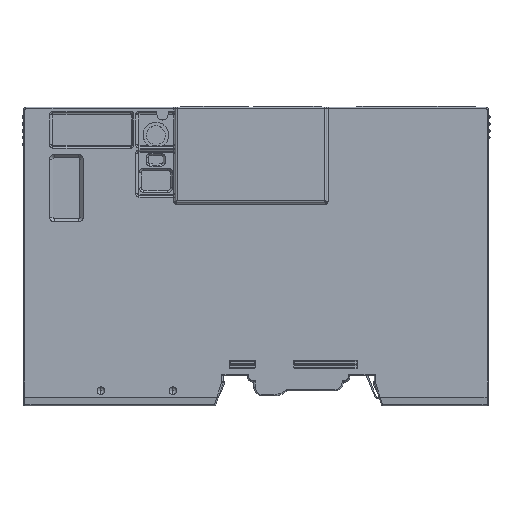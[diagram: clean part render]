
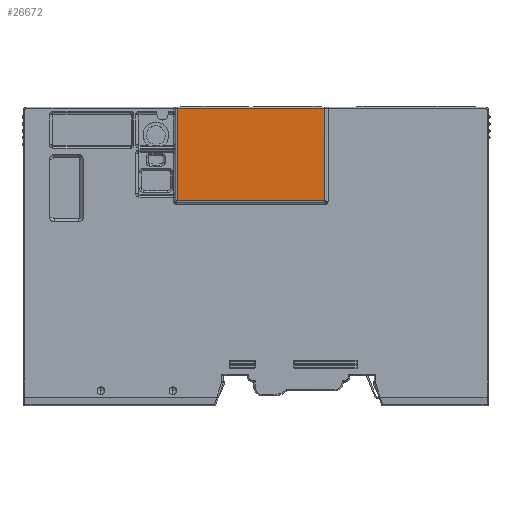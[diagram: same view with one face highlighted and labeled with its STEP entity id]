
A CAD part, top view. The second image highlights one B-rep face of the part: STEP entity #26672.
In plain terms, the highlighted planar face has unit normal (0, 0, 1).
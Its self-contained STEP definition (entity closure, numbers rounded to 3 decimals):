
#8485=DIRECTION('',(0.,1.,0.));
#8486=VECTOR('',#8485,21.65);
#8487=CARTESIAN_POINT('',(16.1,48.05,16.));
#8488=LINE('',#8487,#8486);
#8489=DIRECTION('',(1.,0.,0.));
#8490=VECTOR('',#8489,34.6);
#8491=CARTESIAN_POINT('',(-18.5,48.05,16.));
#8492=LINE('',#8491,#8490);
#8493=DIRECTION('',(0.,-1.,0.));
#8494=VECTOR('',#8493,21.65);
#8495=CARTESIAN_POINT('',(-18.5,69.7,16.));
#8496=LINE('',#8495,#8494);
#8497=DIRECTION('',(-1.,0.,0.));
#8498=VECTOR('',#8497,34.6);
#8499=CARTESIAN_POINT('',(16.1,69.7,16.));
#8500=LINE('',#8499,#8498);
#12055=CARTESIAN_POINT('',(-18.5,69.7,16.));
#12056=VERTEX_POINT('',#12055);
#12057=CARTESIAN_POINT('',(16.1,69.7,16.));
#12059=VERTEX_POINT('',#12057);
#12087=CARTESIAN_POINT('',(16.1,48.05,16.));
#12088=VERTEX_POINT('',#12087);
#12089=CARTESIAN_POINT('',(-18.5,48.05,
16.));
#12090=VERTEX_POINT('',#12089);
#26658=CARTESIAN_POINT('',(0.,0.,16.));
#26659=DIRECTION('',(0.,0.,1.));
#26660=DIRECTION('',(1.,0.,0.));
#26661=AXIS2_PLACEMENT_3D('',#26658,#26659,#26660);
#26662=PLANE('',#26661);
#26664=ORIENTED_EDGE('',*,*,#26663,.F.);
#26665=ORIENTED_EDGE('',*,*,#26649,.F.);
#26667=ORIENTED_EDGE('',*,*,#26666,.F.);
#26669=ORIENTED_EDGE('',*,*,#26668,.F.);
#26670=EDGE_LOOP('',(#26664,#26665,#26667,#26669));
#26671=FACE_OUTER_BOUND('',#26670,.F.);
#26672=ADVANCED_FACE('',(#26671),#26662,.T.);
#26649=EDGE_CURVE('',#12090,#12088,#8492,.T.);
#26663=EDGE_CURVE('',#12088,#12059,#8488,.T.);
#26666=EDGE_CURVE('',#12056,#12090,#8496,.T.);
#26668=EDGE_CURVE('',#12059,#12056,#8500,.T.);
